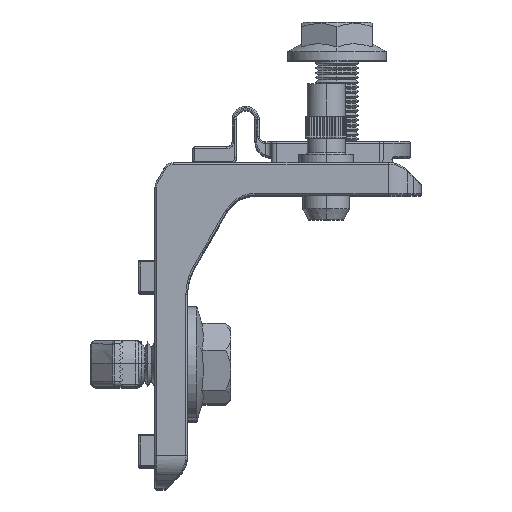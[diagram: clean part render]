
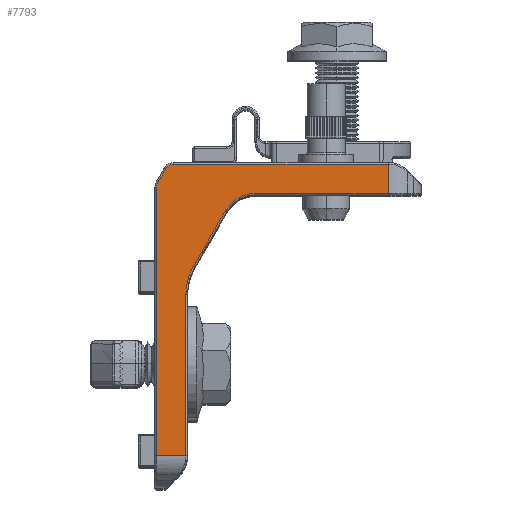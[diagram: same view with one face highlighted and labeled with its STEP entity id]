
A CAD part, top view. The second image highlights one B-rep face of the part: STEP entity #7793.
In plain terms, the highlighted planar face has unit normal (0, 0, 1).
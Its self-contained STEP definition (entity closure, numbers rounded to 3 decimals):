
#7793=ADVANCED_FACE('NONE',(#16995),#16996,.F.);
#16995=FACE_OUTER_BOUND('',#31200,.T.);
#16996=PLANE('',#31201);
#31200=EDGE_LOOP('',(#56016,#56017,#56018,#56019,#56020,#56021,#56022,#56023,#56024,#56025,#56026,#56027));
#31201=AXIS2_PLACEMENT_3D('',#56028,#56029,#56030);
#56016=ORIENTED_EDGE('',*,*,#75955,.T.);
#56017=ORIENTED_EDGE('',*,*,#75956,.T.);
#56018=ORIENTED_EDGE('',*,*,#75957,.T.);
#56019=ORIENTED_EDGE('',*,*,#75958,.T.);
#56020=ORIENTED_EDGE('',*,*,#75959,.T.);
#56021=ORIENTED_EDGE('',*,*,#75960,.T.);
#56022=ORIENTED_EDGE('',*,*,#75961,.T.);
#56023=ORIENTED_EDGE('',*,*,#75962,.T.);
#56024=ORIENTED_EDGE('',*,*,#75963,.T.);
#56025=ORIENTED_EDGE('',*,*,#75964,.T.);
#56026=ORIENTED_EDGE('',*,*,#75965,.T.);
#56027=ORIENTED_EDGE('',*,*,#75966,.T.);
#56028=CARTESIAN_POINT('',(49.0,-60.0,145.0));
#56029=DIRECTION('',(0.0,0.0,-1.0));
#56030=DIRECTION('',(0.0,-1.0,0.0));
#75955=EDGE_CURVE('NONE',#91001,#91002,#91003,.T.);
#75956=EDGE_CURVE('NONE',#91002,#91004,#91005,.T.);
#75957=EDGE_CURVE('NONE',#91004,#91006,#91007,.T.);
#75958=EDGE_CURVE('NONE',#91006,#91008,#91009,.T.);
#75959=EDGE_CURVE('NONE',#91008,#91010,#91011,.T.);
#75960=EDGE_CURVE('NONE',#91010,#91012,#91013,.T.);
#75961=EDGE_CURVE('NONE',#91012,#91014,#91015,.T.);
#75962=EDGE_CURVE('NONE',#91014,#91016,#91017,.T.);
#75963=EDGE_CURVE('NONE',#91016,#91018,#91019,.T.);
#75964=EDGE_CURVE('NONE',#91018,#91020,#91021,.T.);
#75965=EDGE_CURVE('NONE',#91020,#91022,#91023,.T.);
#75966=EDGE_CURVE('NONE',#91022,#91001,#91024,.T.);
#91001=VERTEX_POINT('NONE',#116184);
#91002=VERTEX_POINT('NONE',#116185);
#91003=CIRCLE('',#116186,6.3);
#91004=VERTEX_POINT('NONE',#116187);
#91005=LINE('',#116188,#116189);
#91006=VERTEX_POINT('NONE',#116190);
#91007=LINE('',#116191,#116192);
#91008=VERTEX_POINT('NONE',#116193);
#91009=LINE('',#116194,#116195);
#91010=VERTEX_POINT('NONE',#116196);
#91011=CIRCLE('',#116197,1.7);
#91012=VERTEX_POINT('NONE',#116198);
#91013=LINE('',#116199,#116200);
#91014=VERTEX_POINT('NONE',#116201);
#91015=CIRCLE('',#116202,1.7);
#91016=VERTEX_POINT('NONE',#116203);
#91017=LINE('',#116204,#116205);
#91018=VERTEX_POINT('NONE',#116206);
#91019=LINE('',#116207,#116208);
#91020=VERTEX_POINT('NONE',#116209);
#91021=LINE('',#116210,#116211);
#91022=VERTEX_POINT('NONE',#116212);
#91023=CIRCLE('',#116213,10.3);
#91024=LINE('',#116214,#116215);
#116184=CARTESIAN_POINT('',(13.008,-8.85,145.0));
#116185=CARTESIAN_POINT('',(18.464,-5.7,145.0));
#116186=AXIS2_PLACEMENT_3D('',#142900,#142901,#142902);
#116187=CARTESIAN_POINT('',(42.929,-5.7,145.0));
#116188=CARTESIAN_POINT('',(49.0,-5.7,145.0));
#116189=VECTOR('',#142903,1000.0);
#116190=CARTESIAN_POINT('',(42.929,-0.3,145.0));
#116191=CARTESIAN_POINT('',(42.929,0.,145.0));
#116192=VECTOR('',#142904,1000.0);
#116193=CARTESIAN_POINT('',(3.464,-0.3,145.0));
#116194=CARTESIAN_POINT('',(49.0,-0.3,145.0));
#116195=VECTOR('',#142905,1000.0);
#116196=CARTESIAN_POINT('',(1.992,-1.15,145.0));
#116197=AXIS2_PLACEMENT_3D('',#142906,#142907,#142908);
#116198=CARTESIAN_POINT('',(0.528,-3.686,145.0));
#116199=CARTESIAN_POINT('',(0.528,-3.686,145.0));
#116200=VECTOR('',#142909,1000.0);
#116201=CARTESIAN_POINT('',(0.3,-4.536,145.0));
#116202=AXIS2_PLACEMENT_3D('',#142910,#142911,#142912);
#116203=CARTESIAN_POINT('',(0.3,-53.929,145.0));
#116204=CARTESIAN_POINT('',(0.3,-60.0,145.0));
#116205=VECTOR('',#142913,1000.0);
#116206=CARTESIAN_POINT('',(5.7,-53.929,145.0));
#116207=CARTESIAN_POINT('',(6.0,-53.929,145.0));
#116208=VECTOR('',#142914,1000.0);
#116209=CARTESIAN_POINT('',(5.7,-24.268,145.0));
#116210=CARTESIAN_POINT('',(5.7,-60.0,145.0));
#116211=VECTOR('',#142915,1000.0);
#116212=CARTESIAN_POINT('',(7.08,-19.118,145.0));
#116213=AXIS2_PLACEMENT_3D('',#142916,#142917,#142918);
#116214=CARTESIAN_POINT('',(-0.142,-31.628,145.0));
#116215=VECTOR('',#142919,1000.0);
#142900=CARTESIAN_POINT('',(18.464,-12.0,145.0));
#142901=DIRECTION('',(0.0,0.0,-1.0));
#142902=DIRECTION('',(-1.0,0.0,0.0));
#142903=DIRECTION('',(1.0,0.0,0.0));
#142904=DIRECTION('',(0.0,1.0,0.0));
#142905=DIRECTION('',(-1.0,0.,0.0));
#142906=CARTESIAN_POINT('',(3.464,-2.0,145.0));
#142907=DIRECTION('',(0.0,0.0,1.0));
#142908=DIRECTION('',(-1.0,0.,0.0));
#142909=DIRECTION('',(-0.5,-0.866,-0.0));
#142910=CARTESIAN_POINT('',(2.0,-4.536,145.0));
#142911=DIRECTION('',(0.0,0.0,1.0));
#142912=DIRECTION('',(-1.0,0.,0.0));
#142913=DIRECTION('',(0.,-1.0,0.0));
#142914=DIRECTION('',(1.0,0.0,0.0));
#142915=DIRECTION('',(0.,1.0,0.0));
#142916=CARTESIAN_POINT('',(16.0,-24.268,145.0));
#142917=DIRECTION('',(0.0,0.0,-1.0));
#142918=DIRECTION('',(-1.0,0.0,0.0));
#142919=DIRECTION('',(0.5,0.866,0.0));
